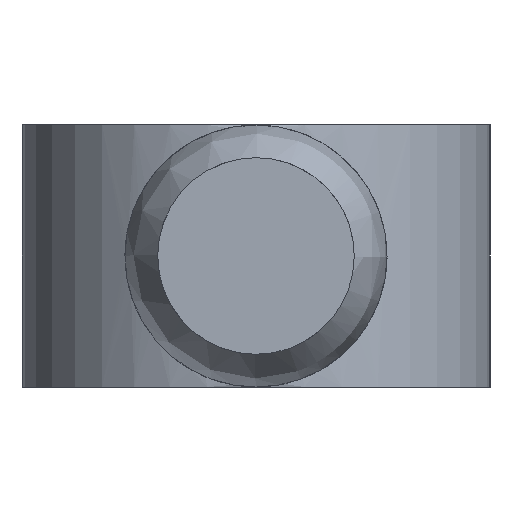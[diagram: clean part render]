
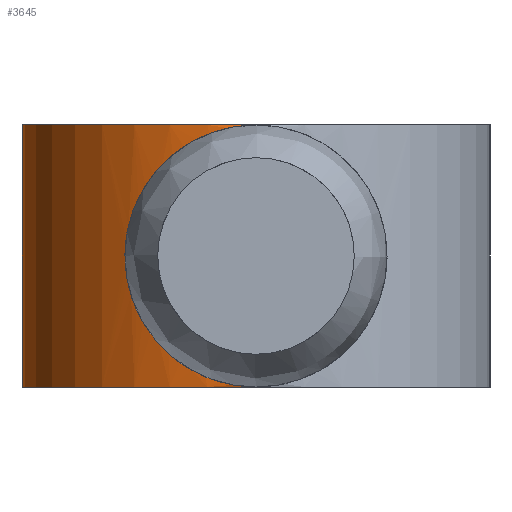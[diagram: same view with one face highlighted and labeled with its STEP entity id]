
A CAD part, left-side view. The second image highlights one B-rep face of the part: STEP entity #3645.
In plain terms, the highlighted cylindrical face has radius 12 mm (diameter 24 mm), a partial arc.
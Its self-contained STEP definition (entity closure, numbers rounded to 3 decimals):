
#392=LINE($,#7072,#685);
#393=LINE($,#7075,#686);
#394=LINE($,#7076,#687);
#685=VECTOR($,#4277,14.);
#686=VECTOR($,#4280,0.018);
#687=VECTOR($,#4281,0.018);
#840=B_SPLINE_CURVE_WITH_KNOTS($,3,(#4413,#4414,#4415,#4416,#4417,#4418,
#4419,#4420,#4421,#4422,#4423,#4424,#4425,#4426,#4427,#4428,#4429,#4430),
 .UNSPECIFIED.,.F.,.F.,(4,2,2,2,2,2,2,2,4),(1.144,1.363,
1.631,1.902,2.173,2.445,2.716,
2.984,3.203),.UNSPECIFIED.);
#1046=CYLINDRICAL_SURFACE($,#3768,12.);
#1230=FACE_OUTER_BOUND($,#1461,.T.);
#1461=EDGE_LOOP($,(#3391,#3392,#3393,#3394,#3395,#3396));
#1516=CIRCLE($,#3769,12.);
#1517=CIRCLE($,#3770,12.);
#1533=VERTEX_POINT($,#4410);
#1534=VERTEX_POINT($,#4412);
#1869=VERTEX_POINT($,#7068);
#1870=VERTEX_POINT($,#7069);
#1871=VERTEX_POINT($,#7071);
#1872=VERTEX_POINT($,#7073);
#1891=EDGE_CURVE($,#1533,#1534,#840,.T.);
#2386=EDGE_CURVE($,#1869,#1870,#1516,.T.);
#2387=EDGE_CURVE($,#1870,#1871,#392,.T.);
#2388=EDGE_CURVE($,#1871,#1872,#1517,.T.);
#2389=EDGE_CURVE($,#1872,#1534,#393,.T.);
#2390=EDGE_CURVE($,#1533,#1869,#394,.T.);
#3391=ORIENTED_EDGE($,*,*,#2386,.T.);
#3392=ORIENTED_EDGE($,*,*,#2387,.T.);
#3393=ORIENTED_EDGE($,*,*,#2388,.T.);
#3394=ORIENTED_EDGE($,*,*,#2389,.T.);
#3395=ORIENTED_EDGE($,*,*,#1891,.F.);
#3396=ORIENTED_EDGE($,*,*,#2390,.T.);
#3645=ADVANCED_FACE($,(#1230),#1046,.T.);
#3768=AXIS2_PLACEMENT_3D($,#7067,#4273,#4274);
#3769=AXIS2_PLACEMENT_3D($,#7070,#4275,#4276);
#3770=AXIS2_PLACEMENT_3D($,#7074,#4278,#4279);
#4273=DIRECTION('center_axis',(0.,0.,1.));
#4274=DIRECTION('ref_axis',(-0.707,0.707,0.));
#4275=DIRECTION('center_axis',(0.,0.,-1.));
#4276=DIRECTION('ref_axis',(-0.707,0.707,0.));
#4277=DIRECTION($,(0.,0.,-1.));
#4278=DIRECTION('center_axis',(0.,0.,1.));
#4279=DIRECTION('ref_axis',(-0.707,0.707,0.));
#4280=DIRECTION($,(0.,0.,1.));
#4281=DIRECTION($,(0.,0.,1.));
#4410=CARTESIAN_POINT('',(-21.5,0.5,6.982));
#4412=CARTESIAN_POINT('',(-21.5,0.5,-6.982));
#4413=CARTESIAN_POINT('Ctrl Pts',(-21.5,0.5,6.982));
#4414=CARTESIAN_POINT('Ctrl Pts',(-21.5,1.239,6.929));
#4415=CARTESIAN_POINT('Ctrl Pts',(-21.428,1.995,6.752));
#4416=CARTESIAN_POINT('Ctrl Pts',(-21.138,3.554,6.102));
#4417=CARTESIAN_POINT('Ctrl Pts',(-20.892,4.328,5.568));
#4418=CARTESIAN_POINT('Ctrl Pts',(-20.404,5.555,4.347));
#4419=CARTESIAN_POINT('Ctrl Pts',(-20.125,6.092,3.571));
#4420=CARTESIAN_POINT('Ctrl Pts',(-19.712,6.815,1.851));
#4421=CARTESIAN_POINT('Ctrl Pts',(-19.587,7.,0.905));
#4422=CARTESIAN_POINT('Ctrl Pts',(-19.587,7.,-0.905));
#4423=CARTESIAN_POINT('Ctrl Pts',(-19.712,6.815,-1.851));
#4424=CARTESIAN_POINT('Ctrl Pts',(-20.125,6.092,-3.571));
#4425=CARTESIAN_POINT('Ctrl Pts',(-20.404,5.555,-4.347));
#4426=CARTESIAN_POINT('Ctrl Pts',(-20.892,4.328,-5.568));
#4427=CARTESIAN_POINT('Ctrl Pts',(-21.138,3.554,-6.102));
#4428=CARTESIAN_POINT('Ctrl Pts',(-21.428,1.995,-6.752));
#4429=CARTESIAN_POINT('Ctrl Pts',(-21.5,1.239,-6.929));
#4430=CARTESIAN_POINT('Ctrl Pts',(-21.5,0.5,-6.982));
#7067=CARTESIAN_POINT('Origin',(-9.5,0.5,0.));
#7068=CARTESIAN_POINT('',(-21.5,0.5,7.));
#7069=CARTESIAN_POINT('',(-9.5,12.5,7.));
#7070=CARTESIAN_POINT('Origin',(-9.5,0.5,7.));
#7071=CARTESIAN_POINT('',(-9.5,12.5,-7.));
#7072=CARTESIAN_POINT($,(-9.5,12.5,0.));
#7073=CARTESIAN_POINT('',(-21.5,0.5,-7.));
#7074=CARTESIAN_POINT('Origin',(-9.5,0.5,-7.));
#7075=CARTESIAN_POINT($,(-21.5,0.5,0.));
#7076=CARTESIAN_POINT($,(-21.5,0.5,0.));
